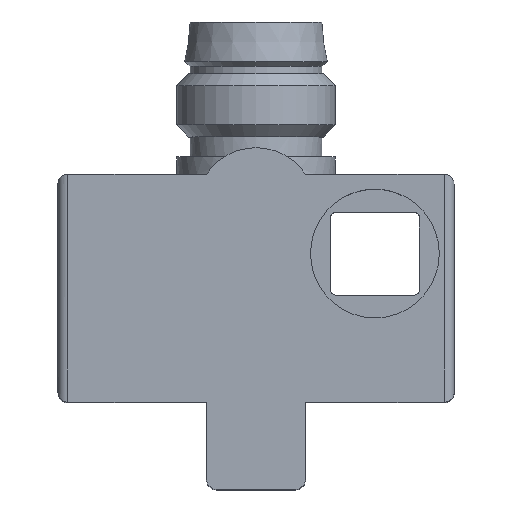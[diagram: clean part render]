
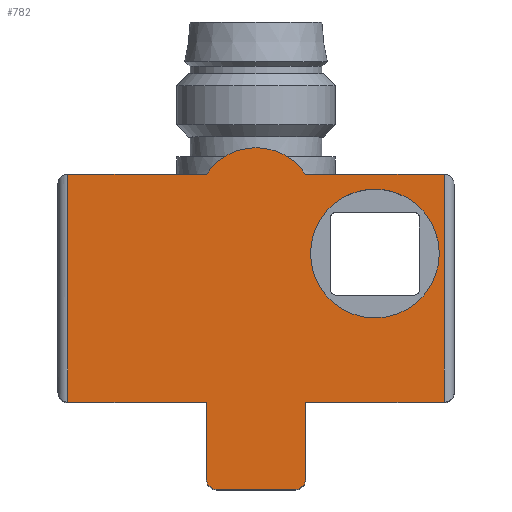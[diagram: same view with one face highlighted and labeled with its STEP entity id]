
A CAD part, top view. The second image highlights one B-rep face of the part: STEP entity #782.
In plain terms, the highlighted planar face has unit normal (0, 0, 1).
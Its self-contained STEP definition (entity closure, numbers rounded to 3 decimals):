
#34=PLANE('',#848);
#56=CIRCLE('',#845,3.);
#57=CIRCLE('',#849,3.25);
#58=CIRCLE('',#850,0.5);
#59=CIRCLE('',#851,0.5);
#106=LINE('',#1262,#166);
#107=LINE('',#1265,#167);
#108=LINE('',#1267,#168);
#109=LINE('',#1268,#169);
#110=LINE('',#1270,#170);
#111=LINE('',#1272,#171);
#112=LINE('',#1274,#172);
#113=LINE('',#1278,#173);
#114=LINE('',#1282,#174);
#166=VECTOR('',#970,1000.);
#167=VECTOR('',#971,1000.);
#168=VECTOR('',#972,1000.);
#169=VECTOR('',#973,1000.);
#170=VECTOR('',#974,1000.);
#171=VECTOR('',#975,1000.);
#172=VECTOR('',#976,1000.);
#173=VECTOR('',#979,1000.);
#174=VECTOR('',#982,1000.);
#234=ORIENTED_EDGE('',*,*,#452,.T.);
#235=ORIENTED_EDGE('',*,*,#453,.T.);
#236=ORIENTED_EDGE('',*,*,#454,.T.);
#237=ORIENTED_EDGE('',*,*,#455,.T.);
#238=ORIENTED_EDGE('',*,*,#438,.T.);
#239=ORIENTED_EDGE('',*,*,#456,.T.);
#240=ORIENTED_EDGE('',*,*,#457,.F.);
#241=ORIENTED_EDGE('',*,*,#458,.T.);
#242=ORIENTED_EDGE('',*,*,#459,.T.);
#243=ORIENTED_EDGE('',*,*,#460,.T.);
#244=ORIENTED_EDGE('',*,*,#461,.T.);
#245=ORIENTED_EDGE('',*,*,#462,.T.);
#246=ORIENTED_EDGE('',*,*,#463,.T.);
#438=EDGE_CURVE('',#548,#547,#56,.T.);
#452=EDGE_CURVE('',#561,#561,#57,.F.);
#453=EDGE_CURVE('',#562,#563,#106,.T.);
#454=EDGE_CURVE('',#563,#564,#107,.F.);
#455=EDGE_CURVE('',#564,#548,#108,.T.);
#456=EDGE_CURVE('',#547,#565,#109,.T.);
#457=EDGE_CURVE('',#566,#565,#110,.F.);
#458=EDGE_CURVE('',#566,#567,#111,.T.);
#459=EDGE_CURVE('',#567,#568,#112,.T.);
#460=EDGE_CURVE('',#568,#569,#58,.T.);
#461=EDGE_CURVE('',#569,#570,#113,.T.);
#462=EDGE_CURVE('',#570,#571,#59,.T.);
#463=EDGE_CURVE('',#571,#562,#114,.T.);
#547=VERTEX_POINT('',#1222);
#548=VERTEX_POINT('',#1224);
#561=VERTEX_POINT('',#1261);
#562=VERTEX_POINT('',#1263);
#563=VERTEX_POINT('',#1264);
#564=VERTEX_POINT('',#1266);
#565=VERTEX_POINT('',#1269);
#566=VERTEX_POINT('',#1271);
#567=VERTEX_POINT('',#1273);
#568=VERTEX_POINT('',#1275);
#569=VERTEX_POINT('',#1277);
#570=VERTEX_POINT('',#1279);
#571=VERTEX_POINT('',#1281);
#622=EDGE_LOOP('',(#234));
#623=EDGE_LOOP('',(#235,#236,#237,#238,#239,#240,#241,#242,#243,#244,#245,
#246));
#690=FACE_BOUND('',#622,.T.);
#691=FACE_BOUND('',#623,.T.);
#782=ADVANCED_FACE('',(#690,#691),#34,.T.);
#845=AXIS2_PLACEMENT_3D('',#1223,#949,#950);
#848=AXIS2_PLACEMENT_3D('',#1259,#966,#967);
#849=AXIS2_PLACEMENT_3D('',#1260,#968,#969);
#850=AXIS2_PLACEMENT_3D('',#1276,#977,#978);
#851=AXIS2_PLACEMENT_3D('',#1280,#980,#981);
#949=DIRECTION('',(0.,0.,1.));
#950=DIRECTION('',(1.,0.,0.));
#966=DIRECTION('',(0.,0.,1.));
#967=DIRECTION('',(1.,0.,0.));
#968=DIRECTION('',(0.,0.,1.));
#969=DIRECTION('',(1.,0.,0.));
#970=DIRECTION('',(1.,0.,0.));
#971=DIRECTION('',(0.,-1.,0.));
#972=DIRECTION('',(-1.,0.,0.));
#973=DIRECTION('',(-1.,0.,0.));
#974=DIRECTION('',(0.,-1.,0.));
#975=DIRECTION('',(1.,0.,0.));
#976=DIRECTION('',(0.,-1.,0.));
#977=DIRECTION('',(0.,0.,1.));
#978=DIRECTION('',(1.,0.,0.));
#979=DIRECTION('',(1.,0.,0.));
#980=DIRECTION('',(0.,0.,1.));
#981=DIRECTION('',(1.,0.,0.));
#982=DIRECTION('',(0.,1.,0.));
#1222=CARTESIAN_POINT('',(-2.5,11.5,10.));
#1223=CARTESIAN_POINT('',(0.,9.842,10.));
#1224=CARTESIAN_POINT('',(2.5,11.5,10.));
#1259=CARTESIAN_POINT('',(-9.5,11.,10.));
#1260=CARTESIAN_POINT('',(6.,7.5,10.));
#1261=CARTESIAN_POINT('',(9.25,7.5,10.));
#1262=CARTESIAN_POINT('',(2.5,0.,10.));
#1263=CARTESIAN_POINT('',(2.5,0.,10.));
#1264=CARTESIAN_POINT('',(9.5,0.,10.));
#1265=CARTESIAN_POINT('',(9.5,20.,10.));
#1266=CARTESIAN_POINT('',(9.5,11.5,10.));
#1267=CARTESIAN_POINT('',(9.5,11.5,10.));
#1268=CARTESIAN_POINT('',(-2.5,11.5,10.));
#1269=CARTESIAN_POINT('',(-9.5,11.5,10.));
#1270=CARTESIAN_POINT('',(-9.5,20.,10.));
#1271=CARTESIAN_POINT('',(-9.5,0.,10.));
#1272=CARTESIAN_POINT('',(-9.5,0.,10.));
#1273=CARTESIAN_POINT('',(-2.5,0.,10.));
#1274=CARTESIAN_POINT('',(-2.5,0.,10.));
#1275=CARTESIAN_POINT('',(-2.5,-3.9,10.));
#1276=CARTESIAN_POINT('',(-2.,-3.9,10.));
#1277=CARTESIAN_POINT('',(-2.,-4.4,10.));
#1278=CARTESIAN_POINT('',(-2.,-4.4,10.));
#1279=CARTESIAN_POINT('',(2.,-4.4,10.));
#1280=CARTESIAN_POINT('',(2.,-3.9,10.));
#1281=CARTESIAN_POINT('',(2.5,-3.9,10.));
#1282=CARTESIAN_POINT('',(2.5,-3.9,10.));
